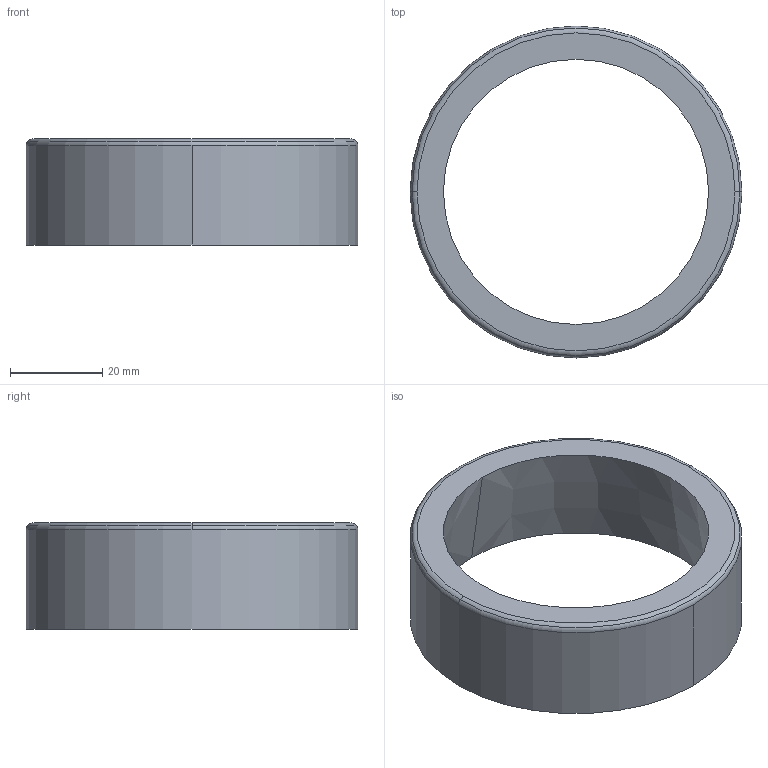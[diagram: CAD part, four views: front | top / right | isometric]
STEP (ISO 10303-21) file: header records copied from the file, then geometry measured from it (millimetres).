
FILE_DESCRIPTION(('Open CASCADE Model'),'2;1');
FILE_NAME('Open CASCADE Shape Model','2021-04-08T10:47:02',('Author'),( 'Open CASCADE'),'Open CASCADE STEP processor 7.4','Open CASCADE 7.4' ,'Unknown');
FILE_SCHEMA(('CONFIG_CONTROL_DESIGN'));
Length unit declared in the file: millimetre
Products named in the file (1): 0000024698 23
Bounding box: 72 x 72 x 23 mm (x, y, z)
Volume: 26721.3 mm3; surface area: 11814.2 mm2
Topology: 1 solids, 1 shells, 10 faces, 23 edges, 15 vertices
Faces by surface type: torus 4, cylinder 2, plane 2, cone 2
Entity records: 653 total; most frequent: CARTESIAN_POINT 119, DIRECTION 106, ORIENTED_EDGE 46, PCURVE 46, DEFINITIONAL_REPRESENTATION 46, LINE 41, VECTOR 41, AXIS2_PLACEMENT_3D 30
